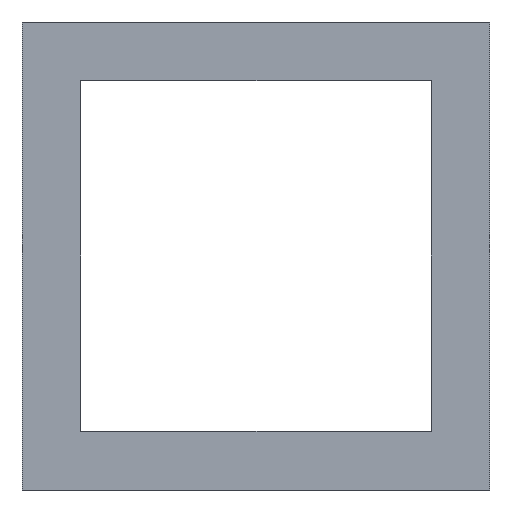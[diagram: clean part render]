
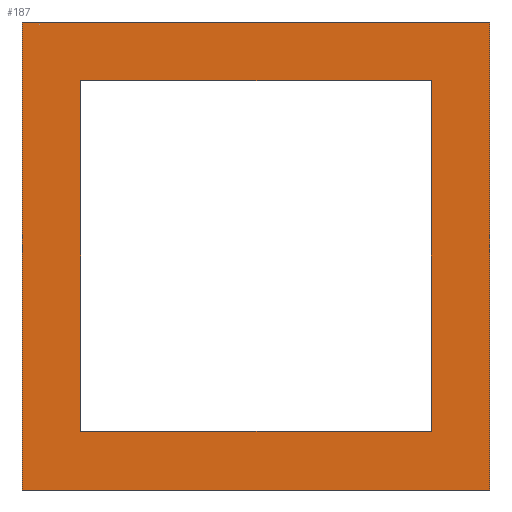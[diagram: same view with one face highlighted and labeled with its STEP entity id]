
A CAD part, left-side view. The second image highlights one B-rep face of the part: STEP entity #187.
In plain terms, the highlighted planar face has unit normal (-1, 0, 0).
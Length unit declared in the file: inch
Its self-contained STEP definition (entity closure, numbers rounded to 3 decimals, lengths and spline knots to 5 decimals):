
#15=FACE_BOUND('',#30,.T.);
#19=FACE_OUTER_BOUND('',#29,.T.);
#29=EDGE_LOOP('',(#135,#136,#137,#138));
#30=EDGE_LOOP('',(#139,#140,#141,#142));
#40=LINE('',#265,#64);
#45=LINE('',#274,#69);
#46=LINE('',#277,#70);
#47=LINE('',#278,#71);
#48=LINE('',#281,#72);
#49=LINE('',#283,#73);
#50=LINE('',#285,#74);
#51=LINE('',#286,#75);
#64=VECTOR('',#218,2.);
#69=VECTOR('',#225,2.);
#70=VECTOR('',#228,2.);
#71=VECTOR('',#229,2.);
#72=VECTOR('',#230,1.5);
#73=VECTOR('',#231,1.5);
#74=VECTOR('',#232,1.5);
#75=VECTOR('',#233,1.5);
#88=VERTEX_POINT('',#262);
#89=VERTEX_POINT('',#264);
#92=VERTEX_POINT('',#272);
#93=VERTEX_POINT('',#276);
#94=VERTEX_POINT('',#279);
#95=VERTEX_POINT('',#280);
#96=VERTEX_POINT('',#282);
#97=VERTEX_POINT('',#284);
#104=EDGE_CURVE('',#88,#89,#40,.T.);
#109=EDGE_CURVE('',#92,#88,#45,.T.);
#110=EDGE_CURVE('',#92,#93,#46,.T.);
#111=EDGE_CURVE('',#93,#89,#47,.T.);
#112=EDGE_CURVE('',#94,#95,#48,.T.);
#113=EDGE_CURVE('',#96,#94,#49,.T.);
#114=EDGE_CURVE('',#96,#97,#50,.T.);
#115=EDGE_CURVE('',#97,#95,#51,.T.);
#135=ORIENTED_EDGE('',*,*,#104,.F.);
#136=ORIENTED_EDGE('',*,*,#109,.F.);
#137=ORIENTED_EDGE('',*,*,#110,.T.);
#138=ORIENTED_EDGE('',*,*,#111,.T.);
#139=ORIENTED_EDGE('',*,*,#112,.F.);
#140=ORIENTED_EDGE('',*,*,#113,.F.);
#141=ORIENTED_EDGE('',*,*,#114,.T.);
#142=ORIENTED_EDGE('',*,*,#115,.T.);
#177=PLANE('',#205);
#187=ADVANCED_FACE('',(#19,#15),#177,.T.);
#205=AXIS2_PLACEMENT_3D('',#275,#226,#227);
#218=DIRECTION('',(0.,0.,-1.));
#225=DIRECTION('',(0.,-1.,0.));
#226=DIRECTION('center_axis',(-1.,0.,0.));
#227=DIRECTION('ref_axis',(0.,0.,1.));
#228=DIRECTION('',(0.,0.,-1.));
#229=DIRECTION('',(0.,-1.,0.));
#230=DIRECTION('',(0.,0.,1.));
#231=DIRECTION('',(0.,-1.,0.));
#232=DIRECTION('',(0.,0.,1.));
#233=DIRECTION('',(0.,-1.,0.));
#262=CARTESIAN_POINT('',(-18.25,0.,35.));
#264=CARTESIAN_POINT('',(-18.25,0.,33.));
#265=CARTESIAN_POINT('',(-18.25,0.,35.));
#272=CARTESIAN_POINT('',(-18.25,2.,35.));
#274=CARTESIAN_POINT('',(-18.25,2.,35.));
#275=CARTESIAN_POINT('Origin',(-18.25,0.,33.));
#276=CARTESIAN_POINT('',(-18.25,2.,33.));
#277=CARTESIAN_POINT('',(-18.25,2.,35.));
#278=CARTESIAN_POINT('',(-18.25,2.,33.));
#279=CARTESIAN_POINT('',(-18.25,0.25,33.25));
#280=CARTESIAN_POINT('',(-18.25,0.25,34.75));
#281=CARTESIAN_POINT('',(-18.25,0.25,33.25));
#282=CARTESIAN_POINT('',(-18.25,1.75,33.25));
#283=CARTESIAN_POINT('',(-18.25,1.75,33.25));
#284=CARTESIAN_POINT('',(-18.25,1.75,34.75));
#285=CARTESIAN_POINT('',(-18.25,1.75,33.25));
#286=CARTESIAN_POINT('',(-18.25,1.75,34.75));
